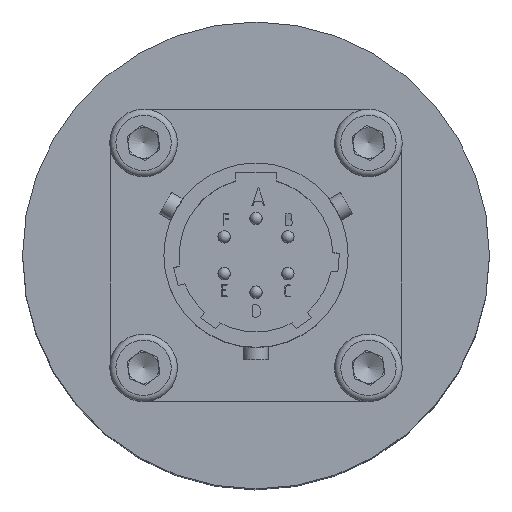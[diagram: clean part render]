
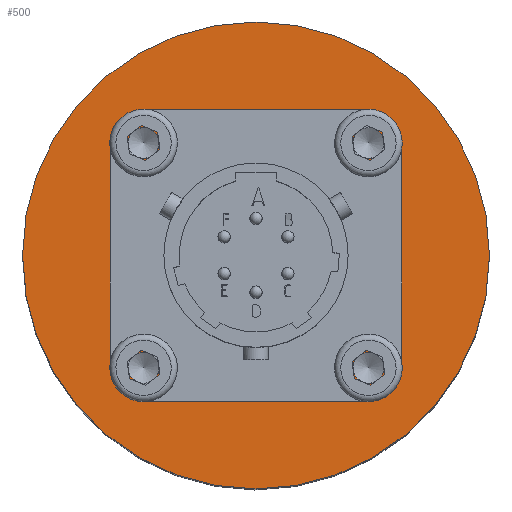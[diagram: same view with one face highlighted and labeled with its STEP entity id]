
A CAD part, top view. The second image highlights one B-rep face of the part: STEP entity #500.
In plain terms, the highlighted planar face has unit normal (0, 0, 1).
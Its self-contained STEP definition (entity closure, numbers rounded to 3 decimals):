
#2 = EDGE_CURVE ( 'NONE', #4403, #4403, #134, .T. ) ;
#80 = EDGE_LOOP ( 'NONE', ( #2979 ) ) ;
#104 = CIRCLE ( 'NONE', #1706, 1.25 ) ;
#134 = CIRCLE ( 'NONE', #2231, 1.25 ) ;
#149 = EDGE_CURVE ( 'NONE', #4409, #4409, #104, .T. ) ;
#194 = ORIENTED_EDGE ( 'NONE', *, *, #4597, .F. ) ;
#307 = AXIS2_PLACEMENT_3D ( 'NONE', #4836, #1348, #1824 ) ;
#308 = DIRECTION ( 'NONE',  ( 0., -1., 0. ) ) ;
#500 = ADVANCED_FACE ( 'NONE', ( #955, #886, #951, #946, #945, #942 ), #3421, .F. ) ;
#828 = ORIENTED_EDGE ( 'NONE', *, *, #149, .F. ) ;
#886 = FACE_BOUND ( 'NONE', #1977, .T. ) ;
#913 = CARTESIAN_POINT ( 'NONE',  ( 0., -19., 52. ) ) ;
#942 = FACE_BOUND ( 'NONE', #4192, .T. ) ;
#945 = FACE_OUTER_BOUND ( 'NONE', #3952, .T. ) ;
#946 = FACE_BOUND ( 'NONE', #80, .T. ) ;
#951 = FACE_BOUND ( 'NONE', #1116, .T. ) ;
#955 = FACE_BOUND ( 'NONE', #1855, .T. ) ;
#1116 = EDGE_LOOP ( 'NONE', ( #3125 ) ) ;
#1137 = CARTESIAN_POINT ( 'NONE',  ( 0., -9.95, 52. ) ) ;
#1196 = CARTESIAN_POINT ( 'NONE',  ( 9.15, -7.9, 52. ) ) ;
#1276 = CARTESIAN_POINT ( 'NONE',  ( -9.15, 9.15, 52. ) ) ;
#1288 = CARTESIAN_POINT ( 'NONE',  ( -9.15, -7.9, 52. ) ) ;
#1293 = DIRECTION ( 'NONE',  ( 0., 0., 1. ) ) ;
#1305 = DIRECTION ( 'NONE',  ( 0., 1., 0. ) ) ;
#1348 = DIRECTION ( 'NONE',  ( 0., 0., 1. ) ) ;
#1569 = ORIENTED_EDGE ( 'NONE', *, *, #3522, .F. ) ;
#1633 = ORIENTED_EDGE ( 'NONE', *, *, #3939, .T. ) ;
#1706 = AXIS2_PLACEMENT_3D ( 'NONE', #1276, #1293, #1305 ) ;
#1824 = DIRECTION ( 'NONE',  ( 0., 1., 0. ) ) ;
#1855 = EDGE_LOOP ( 'NONE', ( #194 ) ) ;
#1977 = EDGE_LOOP ( 'NONE', ( #828 ) ) ;
#2231 = AXIS2_PLACEMENT_3D ( 'NONE', #4001, #4013, #4029 ) ;
#2286 = AXIS2_PLACEMENT_3D ( 'NONE', #3385, #3387, #3014 ) ;
#2490 = CARTESIAN_POINT ( 'NONE',  ( -9.15, 10.4, 52. ) ) ;
#2521 = CIRCLE ( 'NONE', #307, 1.25 ) ;
#2532 = CARTESIAN_POINT ( 'NONE',  ( 9.15, 10.4, 52. ) ) ;
#2567 = CIRCLE ( 'NONE', #3291, 9.95 ) ;
#2913 = CIRCLE ( 'NONE', #3898, 19. ) ;
#2979 = ORIENTED_EDGE ( 'NONE', *, *, #4087, .F. ) ;
#3014 = DIRECTION ( 'NONE',  ( 0., -1., 0. ) ) ;
#3125 = ORIENTED_EDGE ( 'NONE', *, *, #2, .F. ) ;
#3291 = AXIS2_PLACEMENT_3D ( 'NONE', #3383, #3435, #3520 ) ;
#3383 = CARTESIAN_POINT ( 'NONE',  ( 0., 0., 52. ) ) ;
#3385 = CARTESIAN_POINT ( 'NONE',  ( -19., 0., 52. ) ) ;
#3387 = DIRECTION ( 'NONE',  ( 0., 0., -1. ) ) ;
#3421 = PLANE ( 'NONE',  #2286 ) ;
#3435 = DIRECTION ( 'NONE',  ( 0., 0., -1. ) ) ;
#3520 = DIRECTION ( 'NONE',  ( 0., -1., 0. ) ) ;
#3522 = EDGE_CURVE ( 'NONE', #4667, #4667, #2913, .T. ) ;
#3898 = AXIS2_PLACEMENT_3D ( 'NONE', #4657, #4786, #308 ) ;
#3939 = EDGE_CURVE ( 'NONE', #4706, #4706, #2567, .T. ) ;
#3952 = EDGE_LOOP ( 'NONE', ( #1569 ) ) ;
#4001 = CARTESIAN_POINT ( 'NONE',  ( 9.15, 9.15, 52. ) ) ;
#4013 = DIRECTION ( 'NONE',  ( 0., 0., 1. ) ) ;
#4029 = DIRECTION ( 'NONE',  ( 0., 1., 0. ) ) ;
#4087 = EDGE_CURVE ( 'NONE', #4742, #4742, #2521, .T. ) ;
#4123 = CIRCLE ( 'NONE', #4355, 1.25 ) ;
#4173 = CARTESIAN_POINT ( 'NONE',  ( -9.15, -9.15, 52. ) ) ;
#4192 = EDGE_LOOP ( 'NONE', ( #1633 ) ) ;
#4225 = DIRECTION ( 'NONE',  ( 0., 1., 0. ) ) ;
#4355 = AXIS2_PLACEMENT_3D ( 'NONE', #4173, #4383, #4225 ) ;
#4383 = DIRECTION ( 'NONE',  ( 0., 0., 1. ) ) ;
#4403 = VERTEX_POINT ( 'NONE', #2532 ) ;
#4409 = VERTEX_POINT ( 'NONE', #2490 ) ;
#4597 = EDGE_CURVE ( 'NONE', #4736, #4736, #4123, .T. ) ;
#4657 = CARTESIAN_POINT ( 'NONE',  ( 0., 0., 52. ) ) ;
#4667 = VERTEX_POINT ( 'NONE', #913 ) ;
#4706 = VERTEX_POINT ( 'NONE', #1137 ) ;
#4736 = VERTEX_POINT ( 'NONE', #1288 ) ;
#4742 = VERTEX_POINT ( 'NONE', #1196 ) ;
#4786 = DIRECTION ( 'NONE',  ( 0., 0., -1. ) ) ;
#4836 = CARTESIAN_POINT ( 'NONE',  ( 9.15, -9.15, 52. ) ) ;
